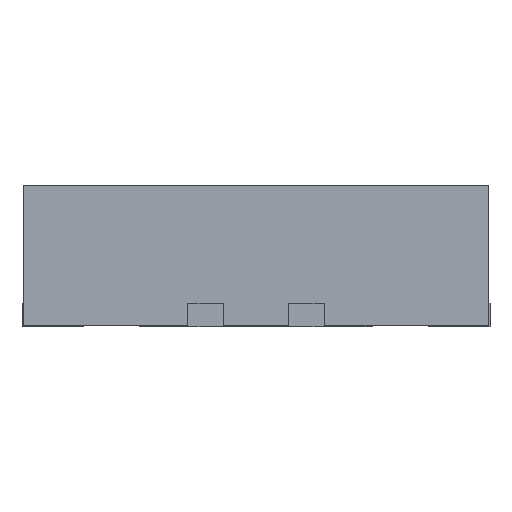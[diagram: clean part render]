
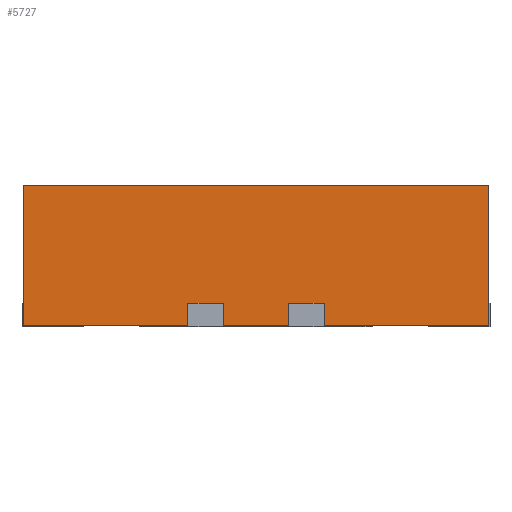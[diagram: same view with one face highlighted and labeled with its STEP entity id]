
A CAD part, left-side view. The second image highlights one B-rep face of the part: STEP entity #5727.
In plain terms, the highlighted planar face has unit normal (-1, 0, 0).
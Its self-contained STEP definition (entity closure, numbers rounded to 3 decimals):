
#4 = EDGE_CURVE ( 'NONE', #12944, #23328, #11329, .T. ) ;
#90 = EDGE_CURVE ( 'NONE', #11608, #18666, #13326, .T. ) ;
#395 = CARTESIAN_POINT ( 'NONE',  ( -1.5, -1.5, 0.91 ) ) ;
#1022 = CARTESIAN_POINT ( 'NONE',  ( -1.5, -0.44, 0.15 ) ) ;
#1047 = DIRECTION ( 'NONE',  ( 0., -1., 0. ) ) ;
#1179 = EDGE_CURVE ( 'NONE', #2491, #10063, #17379, .T. ) ;
#1545 = LINE ( 'NONE', #11320, #24133 ) ;
#1561 = CARTESIAN_POINT ( 'NONE',  ( -1.5, -1.5, 0.91 ) ) ;
#1646 = EDGE_CURVE ( 'NONE', #21829, #10063, #8104, .T. ) ;
#2044 = DIRECTION ( 'NONE',  ( 0., 0., -1. ) ) ;
#2077 = CARTESIAN_POINT ( 'NONE',  ( -1.5, -1.5, 0.91 ) ) ;
#2366 = ORIENTED_EDGE ( 'NONE', *, *, #18600, .F. ) ;
#2491 = VERTEX_POINT ( 'NONE', #21297 ) ;
#2578 = CARTESIAN_POINT ( 'NONE',  ( -1.5, 0.44, 0.91 ) ) ;
#3051 = VECTOR ( 'NONE', #14459, 1000. ) ;
#3445 = ORIENTED_EDGE ( 'NONE', *, *, #20726, .T. ) ;
#3598 = CARTESIAN_POINT ( 'NONE',  ( -1.5, -1.5, 0.01 ) ) ;
#3894 = EDGE_CURVE ( 'NONE', #4082, #9122, #11549, .T. ) ;
#3933 = ORIENTED_EDGE ( 'NONE', *, *, #4, .F. ) ;
#4082 = VERTEX_POINT ( 'NONE', #7440 ) ;
#4565 = LINE ( 'NONE', #11982, #12144 ) ;
#4718 = LINE ( 'NONE', #14017, #16054 ) ;
#5280 = ORIENTED_EDGE ( 'NONE', *, *, #24029, .F. ) ;
#5651 = ORIENTED_EDGE ( 'NONE', *, *, #11397, .T. ) ;
#5727 = ADVANCED_FACE ( 'NONE', ( #22677 ), #17184, .F. ) ;
#6363 = CARTESIAN_POINT ( 'NONE',  ( -1.5, -0.44, 0.01 ) ) ;
#7084 = CARTESIAN_POINT ( 'NONE',  ( -1.5, 0.21, 0.15 ) ) ;
#7440 = CARTESIAN_POINT ( 'NONE',  ( -1.5, 0.21, 0.01 ) ) ;
#7895 = VECTOR ( 'NONE', #1047, 1000. ) ;
#8104 = LINE ( 'NONE', #15439, #17500 ) ;
#8475 = CARTESIAN_POINT ( 'NONE',  ( -1.5, -1.5, 0.15 ) ) ;
#9122 = VERTEX_POINT ( 'NONE', #7084 ) ;
#9964 = VERTEX_POINT ( 'NONE', #1022 ) ;
#10063 = VERTEX_POINT ( 'NONE', #3598 ) ;
#10420 = LINE ( 'NONE', #8475, #7895 ) ;
#10484 = VECTOR ( 'NONE', #20783, 1000. ) ;
#10645 = ORIENTED_EDGE ( 'NONE', *, *, #3894, .F. ) ;
#11175 = VECTOR ( 'NONE', #11729, 1000. ) ;
#11320 = CARTESIAN_POINT ( 'NONE',  ( -1.5, -1.5, 0.01 ) ) ;
#11329 = LINE ( 'NONE', #22789, #10484 ) ;
#11397 = EDGE_CURVE ( 'NONE', #4082, #23328, #1545, .T. ) ;
#11549 = LINE ( 'NONE', #11934, #18849 ) ;
#11608 = VERTEX_POINT ( 'NONE', #20010 ) ;
#11729 = DIRECTION ( 'NONE',  ( 0., -1., 0. ) ) ;
#11934 = CARTESIAN_POINT ( 'NONE',  ( -1.5, 0.21, 0.91 ) ) ;
#11982 = CARTESIAN_POINT ( 'NONE',  ( -1.5, -1.5, 0.01 ) ) ;
#12144 = VECTOR ( 'NONE', #21310, 1000. ) ;
#12833 = LINE ( 'NONE', #20054, #3051 ) ;
#12944 = VERTEX_POINT ( 'NONE', #14986 ) ;
#12984 = CARTESIAN_POINT ( 'NONE',  ( -1.5, 0.44, 0.01 ) ) ;
#13326 = LINE ( 'NONE', #20904, #14484 ) ;
#13863 = EDGE_CURVE ( 'NONE', #18666, #18495, #4565, .T. ) ;
#13910 = EDGE_CURVE ( 'NONE', #12944, #9964, #12833, .T. ) ;
#14017 = CARTESIAN_POINT ( 'NONE',  ( -1.5, -0.44, 0.91 ) ) ;
#14135 = ORIENTED_EDGE ( 'NONE', *, *, #90, .T. ) ;
#14459 = DIRECTION ( 'NONE',  ( 0., -1., 0. ) ) ;
#14484 = VECTOR ( 'NONE', #2044, 1000. ) ;
#14866 = VECTOR ( 'NONE', #20740, 1000. ) ;
#14958 = DIRECTION ( 'NONE',  ( 1., 0., 0. ) ) ;
#14986 = CARTESIAN_POINT ( 'NONE',  ( -1.5, -0.21, 0.15 ) ) ;
#15439 = CARTESIAN_POINT ( 'NONE',  ( -1.5, -1.5, 0.01 ) ) ;
#15731 = DIRECTION ( 'NONE',  ( 0., 0., -1. ) ) ;
#16054 = VECTOR ( 'NONE', #21724, 1000. ) ;
#16217 = CARTESIAN_POINT ( 'NONE',  ( -1.5, 1.5, 0.01 ) ) ;
#17184 = PLANE ( 'NONE',  #20837 ) ;
#17280 = ORIENTED_EDGE ( 'NONE', *, *, #13910, .T. ) ;
#17379 = LINE ( 'NONE', #395, #14866 ) ;
#17432 = EDGE_CURVE ( 'NONE', #21829, #9964, #4718, .T. ) ;
#17500 = VECTOR ( 'NONE', #19027, 1000. ) ;
#17876 = ORIENTED_EDGE ( 'NONE', *, *, #1646, .T. ) ;
#17977 = CARTESIAN_POINT ( 'NONE',  ( -1.5, 0.44, 0.15 ) ) ;
#18390 = VERTEX_POINT ( 'NONE', #17977 ) ;
#18495 = VERTEX_POINT ( 'NONE', #12984 ) ;
#18600 = EDGE_CURVE ( 'NONE', #11608, #2491, #20937, .T. ) ;
#18666 = VERTEX_POINT ( 'NONE', #16217 ) ;
#18670 = DIRECTION ( 'NONE',  ( 0., -1., 0. ) ) ;
#18849 = VECTOR ( 'NONE', #23285, 1000. ) ;
#19027 = DIRECTION ( 'NONE',  ( 0., -1., 0. ) ) ;
#19108 = VECTOR ( 'NONE', #15731, 1000. ) ;
#19812 = EDGE_LOOP ( 'NONE', ( #5280, #3445, #10645, #5651, #3933, #17280, #21965, #17876, #20979, #2366, #14135, #21526 ) ) ;
#20010 = CARTESIAN_POINT ( 'NONE',  ( -1.5, 1.5, 0.91 ) ) ;
#20054 = CARTESIAN_POINT ( 'NONE',  ( -1.5, -1.5, 0.15 ) ) ;
#20726 = EDGE_CURVE ( 'NONE', #18390, #9122, #10420, .T. ) ;
#20740 = DIRECTION ( 'NONE',  ( 0., 0., -1. ) ) ;
#20783 = DIRECTION ( 'NONE',  ( 0., 0., -1. ) ) ;
#20837 = AXIS2_PLACEMENT_3D ( 'NONE', #1561, #14958, #24292 ) ;
#20904 = CARTESIAN_POINT ( 'NONE',  ( -1.5, 1.5, 0.91 ) ) ;
#20937 = LINE ( 'NONE', #2077, #11175 ) ;
#20979 = ORIENTED_EDGE ( 'NONE', *, *, #1179, .F. ) ;
#21297 = CARTESIAN_POINT ( 'NONE',  ( -1.5, -1.5, 0.91 ) ) ;
#21310 = DIRECTION ( 'NONE',  ( 0., -1., 0. ) ) ;
#21526 = ORIENTED_EDGE ( 'NONE', *, *, #13863, .T. ) ;
#21690 = LINE ( 'NONE', #2578, #19108 ) ;
#21724 = DIRECTION ( 'NONE',  ( 0., 0., 1. ) ) ;
#21829 = VERTEX_POINT ( 'NONE', #6363 ) ;
#21965 = ORIENTED_EDGE ( 'NONE', *, *, #17432, .F. ) ;
#22677 = FACE_OUTER_BOUND ( 'NONE', #19812, .T. ) ;
#22789 = CARTESIAN_POINT ( 'NONE',  ( -1.5, -0.21, 0.91 ) ) ;
#23285 = DIRECTION ( 'NONE',  ( 0., 0., 1. ) ) ;
#23328 = VERTEX_POINT ( 'NONE', #24166 ) ;
#24029 = EDGE_CURVE ( 'NONE', #18390, #18495, #21690, .T. ) ;
#24133 = VECTOR ( 'NONE', #18670, 1000. ) ;
#24166 = CARTESIAN_POINT ( 'NONE',  ( -1.5, -0.21, 0.01 ) ) ;
#24292 = DIRECTION ( 'NONE',  ( 0., 0., -1. ) ) ;
